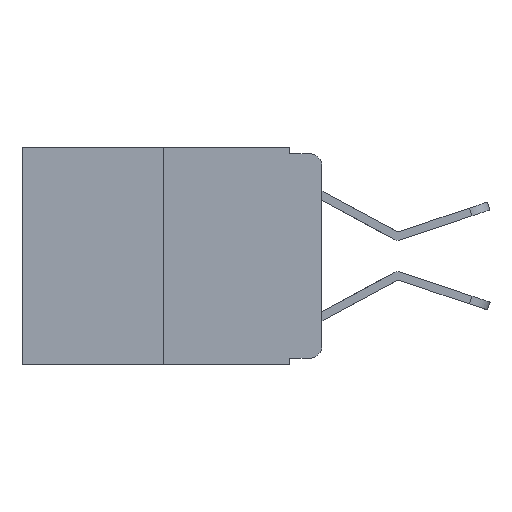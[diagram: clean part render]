
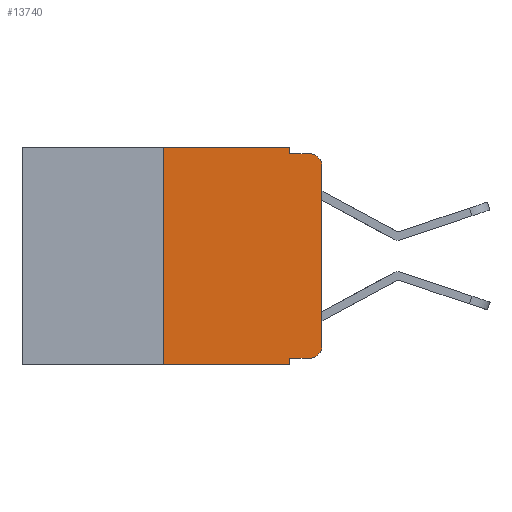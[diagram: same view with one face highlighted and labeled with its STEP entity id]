
A CAD part, left-side view. The second image highlights one B-rep face of the part: STEP entity #13740.
In plain terms, the highlighted planar face has unit normal (-1, 0, 0).
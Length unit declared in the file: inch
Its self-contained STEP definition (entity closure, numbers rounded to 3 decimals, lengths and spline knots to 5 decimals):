
#97 = VERTEX_POINT ( 'NONE', #7390 ) ;
#244 = FACE_OUTER_BOUND ( 'NONE', #15338, .T. ) ;
#513 = VECTOR ( 'NONE', #13968, 39.37008 ) ;
#789 = EDGE_CURVE ( 'NONE', #14140, #97, #9301, .T. ) ;
#968 = DIRECTION ( 'NONE',  ( 0., 0., -1. ) ) ;
#994 = VERTEX_POINT ( 'NONE', #8545 ) ;
#1100 = VERTEX_POINT ( 'NONE', #13865 ) ;
#1128 = ORIENTED_EDGE ( 'NONE', *, *, #789, .T. ) ;
#1130 = LINE ( 'NONE', #15383, #10037 ) ;
#1748 = LINE ( 'NONE', #1998, #15651 ) ;
#1796 = VECTOR ( 'NONE', #12406, 39.37008 ) ;
#1984 = DIRECTION ( 'NONE',  ( 0., -1., 0. ) ) ;
#1998 = CARTESIAN_POINT ( 'NONE',  ( 0., 0.051, 0. ) ) ;
#2099 = VERTEX_POINT ( 'NONE', #11320 ) ;
#2109 = DIRECTION ( 'NONE',  ( -1., 0., 0. ) ) ;
#2592 = CARTESIAN_POINT ( 'NONE',  ( 0., 0., -0.313 ) ) ;
#2821 = CARTESIAN_POINT ( 'NONE',  ( 0., 0.02, -0.03 ) ) ;
#2824 = VECTOR ( 'NONE', #9511, 39.37008 ) ;
#2834 = EDGE_CURVE ( 'NONE', #9453, #2099, #11974, .T. ) ;
#3184 = CARTESIAN_POINT ( 'NONE',  ( 0., 0.051, -0.01 ) ) ;
#3240 = DIRECTION ( 'NONE',  ( 0., 0., -1. ) ) ;
#3370 = VECTOR ( 'NONE', #12730, 39.37008 ) ;
#3490 = EDGE_CURVE ( 'NONE', #1100, #14775, #3950, .T. ) ;
#3730 = EDGE_CURVE ( 'NONE', #14014, #14140, #5517, .T. ) ;
#3810 = LINE ( 'NONE', #3184, #2824 ) ;
#3950 = LINE ( 'NONE', #7517, #3370 ) ;
#4161 = EDGE_CURVE ( 'NONE', #994, #14775, #1130, .T. ) ;
#4338 = CARTESIAN_POINT ( 'NONE',  ( 0., 0., -0.03 ) ) ;
#4647 = ORIENTED_EDGE ( 'NONE', *, *, #2834, .F. ) ;
#4688 = CARTESIAN_POINT ( 'NONE',  ( 0., 0.473, 0. ) ) ;
#4841 = CARTESIAN_POINT ( 'NONE',  ( 0., 0.02, -0.333 ) ) ;
#5164 = AXIS2_PLACEMENT_3D ( 'NONE', #8446, #2109, #3240 ) ;
#5517 = LINE ( 'NONE', #11961, #7483 ) ;
#5593 = ORIENTED_EDGE ( 'NONE', *, *, #10456, .F. ) ;
#6942 = DIRECTION ( 'NONE',  ( 0., 0., 1. ) ) ;
#7236 = CARTESIAN_POINT ( 'NONE',  ( 0., 0.051, -0.01 ) ) ;
#7390 = CARTESIAN_POINT ( 'NONE',  ( 0., 0.02, -0.01 ) ) ;
#7483 = VECTOR ( 'NONE', #6942, 39.37008 ) ;
#7517 = CARTESIAN_POINT ( 'NONE',  ( 0., 0.051, 0. ) ) ;
#7557 = ORIENTED_EDGE ( 'NONE', *, *, #12945, .T. ) ;
#8193 = ORIENTED_EDGE ( 'NONE', *, *, #9086, .T. ) ;
#8446 = CARTESIAN_POINT ( 'NONE',  ( 0., 0.02, -0.313 ) ) ;
#8545 = CARTESIAN_POINT ( 'NONE',  ( 0., 0.25, -0.343 ) ) ;
#8872 = CARTESIAN_POINT ( 'NONE',  ( 0., 0.473, 0. ) ) ;
#8944 = DIRECTION ( 'NONE',  ( 0., -1., 0. ) ) ;
#9016 = ORIENTED_EDGE ( 'NONE', *, *, #3490, .F. ) ;
#9086 = EDGE_CURVE ( 'NONE', #1100, #12446, #12675, .T. ) ;
#9301 = CIRCLE ( 'NONE', #9789, 0.02 ) ;
#9356 = ORIENTED_EDGE ( 'NONE', *, *, #15133, .F. ) ;
#9453 = VERTEX_POINT ( 'NONE', #11527 ) ;
#9511 = DIRECTION ( 'NONE',  ( 0., -1., 0. ) ) ;
#9584 = AXIS2_PLACEMENT_3D ( 'NONE', #4688, #16173, #968 ) ;
#9789 = AXIS2_PLACEMENT_3D ( 'NONE', #2821, #11624, #14034 ) ;
#10037 = VECTOR ( 'NONE', #8944, 39.37008 ) ;
#10456 = EDGE_CURVE ( 'NONE', #2099, #15246, #1748, .T. ) ;
#11320 = CARTESIAN_POINT ( 'NONE',  ( 0., 0.051, 0. ) ) ;
#11527 = CARTESIAN_POINT ( 'NONE',  ( 0., 0.25, 0. ) ) ;
#11624 = DIRECTION ( 'NONE',  ( -1., 0., 0. ) ) ;
#11808 = ORIENTED_EDGE ( 'NONE', *, *, #3730, .T. ) ;
#11852 = CARTESIAN_POINT ( 'NONE',  ( 0., 0.051, -0.333 ) ) ;
#11870 = LINE ( 'NONE', #12463, #1796 ) ;
#11961 = CARTESIAN_POINT ( 'NONE',  ( 0., 0., 0. ) ) ;
#11974 = LINE ( 'NONE', #8872, #513 ) ;
#12406 = DIRECTION ( 'NONE',  ( 0., 0., 1. ) ) ;
#12446 = VERTEX_POINT ( 'NONE', #4841 ) ;
#12463 = CARTESIAN_POINT ( 'NONE',  ( 0., 0.25, 0. ) ) ;
#12675 = LINE ( 'NONE', #11852, #16076 ) ;
#12730 = DIRECTION ( 'NONE',  ( 0., 0., -1. ) ) ;
#12945 = EDGE_CURVE ( 'NONE', #12446, #14014, #14335, .T. ) ;
#13549 = PLANE ( 'NONE',  #9584 ) ;
#13740 = ADVANCED_FACE ( 'NONE', ( #244 ), #13549, .F. ) ;
#13865 = CARTESIAN_POINT ( 'NONE',  ( 0., 0.051, -0.333 ) ) ;
#13946 = ORIENTED_EDGE ( 'NONE', *, *, #14317, .F. ) ;
#13968 = DIRECTION ( 'NONE',  ( 0., -1., 0. ) ) ;
#14014 = VERTEX_POINT ( 'NONE', #2592 ) ;
#14034 = DIRECTION ( 'NONE',  ( 0., 0., -1. ) ) ;
#14140 = VERTEX_POINT ( 'NONE', #4338 ) ;
#14317 = EDGE_CURVE ( 'NONE', #994, #9453, #11870, .T. ) ;
#14335 = CIRCLE ( 'NONE', #5164, 0.02 ) ;
#14669 = DIRECTION ( 'NONE',  ( 0., 0., -1. ) ) ;
#14775 = VERTEX_POINT ( 'NONE', #15024 ) ;
#15024 = CARTESIAN_POINT ( 'NONE',  ( 0., 0.051, -0.343 ) ) ;
#15133 = EDGE_CURVE ( 'NONE', #15246, #97, #3810, .T. ) ;
#15246 = VERTEX_POINT ( 'NONE', #7236 ) ;
#15338 = EDGE_LOOP ( 'NONE', ( #11808, #1128, #9356, #5593, #4647, #13946, #16014, #9016, #8193, #7557 ) ) ;
#15383 = CARTESIAN_POINT ( 'NONE',  ( 0., 0.473, -0.343 ) ) ;
#15651 = VECTOR ( 'NONE', #14669, 39.37008 ) ;
#16014 = ORIENTED_EDGE ( 'NONE', *, *, #4161, .T. ) ;
#16076 = VECTOR ( 'NONE', #1984, 39.37008 ) ;
#16173 = DIRECTION ( 'NONE',  ( 1., 0., 0. ) ) ;
